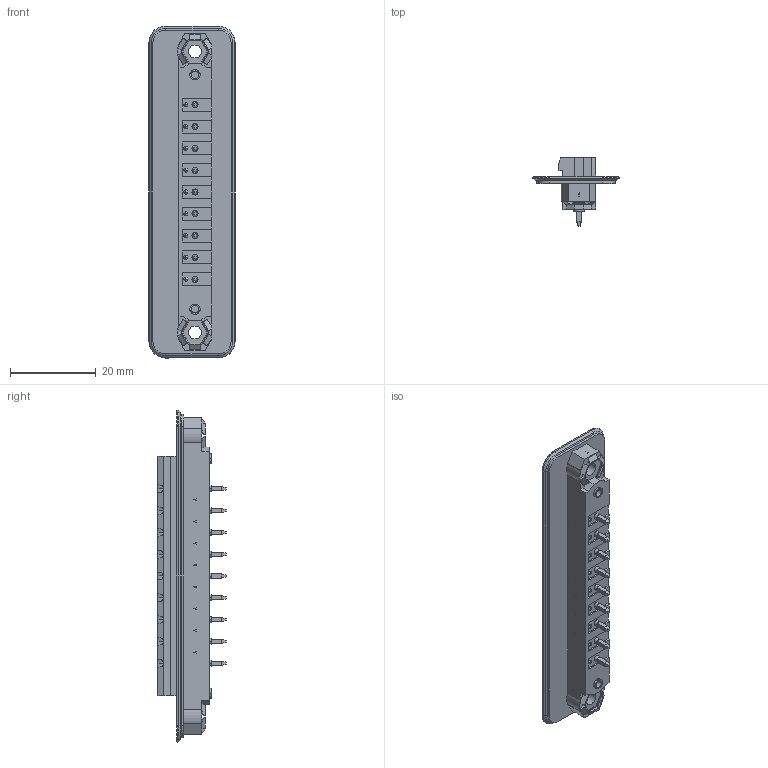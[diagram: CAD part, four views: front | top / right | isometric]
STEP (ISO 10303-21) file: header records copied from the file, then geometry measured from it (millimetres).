
FILE_DESCRIPTION(('STEP AP214'),'1');
FILE_NAME('1899359.stp','2016-07-05T05:46:43',('TraceParts'),('TraceParts S.A.'),'Spatial InterOp 3D',' ',' ');
FILE_SCHEMA(('automotive_design'));
Length unit declared in the file: millimetre
Products named in the file (1): dfk-mstbva_2.5-9-gf-5.08|1#dfk-mstbva_2.5-9-gf-5.08;dfk-mstbva_2.5-9-gf-5.08
Bounding box: 20.07 x 15.9 x 77.35 mm (x, y, z)
Volume: 4770.4 mm3; surface area: 6508.8 mm2
Topology: 1 solids, 1 shells, 1000 faces, 2322 edges, 1385 vertices
Faces by surface type: plane 791, cylinder 127, sphere 36, cone 26, torus 20
Entity records: 35957 total; most frequent: CARTESIAN_POINT 4924, DIRECTION 4897, ORIENTED_EDGE 4644, EDGE_CURVE 2322, LINE 1713, VECTOR 1713, AXIS2_PLACEMENT_3D 1592, VERTEX_POINT 1385
